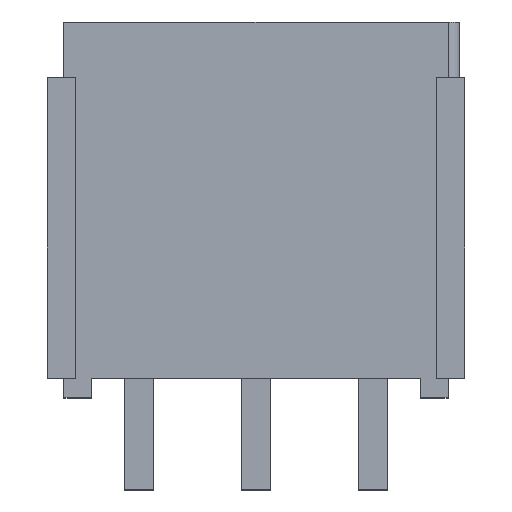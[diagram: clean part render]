
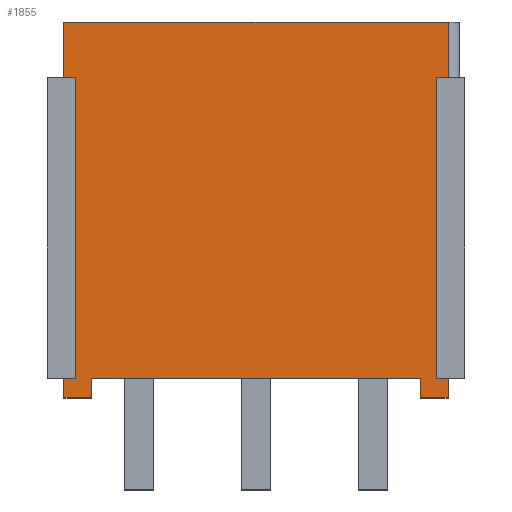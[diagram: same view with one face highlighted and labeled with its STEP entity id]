
A CAD part, top view. The second image highlights one B-rep face of the part: STEP entity #1855.
In plain terms, the highlighted planar face has unit normal (0, 0, 1).
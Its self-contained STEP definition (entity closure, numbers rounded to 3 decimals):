
#5=DIRECTION('',(0.,-1.,0.));
#6=VECTOR('',#5,0.7);
#7=CARTESIAN_POINT('',(-6.9,0.7,4.8));
#8=LINE('',#7,#6);
#29=DIRECTION('',(0.,-1.,0.));
#30=VECTOR('',#29,2.);
#31=CARTESIAN_POINT('',(-6.9,13.5,4.8));
#32=LINE('',#31,#30);
#105=DIRECTION('',(1.,0.,0.));
#106=VECTOR('',#105,0.4);
#107=CARTESIAN_POINT('',(-6.9,0.7,4.8));
#108=LINE('',#107,#106);
#109=DIRECTION('',(0.,1.,0.));
#110=VECTOR('',#109,10.8);
#111=CARTESIAN_POINT('',(-6.5,0.7,4.8));
#112=LINE('',#111,#110);
#113=DIRECTION('',(1.,0.,0.));
#114=VECTOR('',#113,0.4);
#115=CARTESIAN_POINT('',(-6.9,11.5,4.8));
#116=LINE('',#115,#114);
#117=DIRECTION('',(1.,0.,0.));
#118=VECTOR('',#117,13.8);
#119=CARTESIAN_POINT('',(-6.9,13.5,4.8));
#120=LINE('',#119,#118);
#121=DIRECTION('',(1.,0.,0.));
#122=VECTOR('',#121,0.4);
#123=CARTESIAN_POINT('',(6.5,11.5,4.8));
#124=LINE('',#123,#122);
#125=DIRECTION('',(0.,1.,0.));
#126=VECTOR('',#125,10.8);
#127=CARTESIAN_POINT('',(6.5,0.7,4.8));
#128=LINE('',#127,#126);
#129=DIRECTION('',(1.,0.,0.));
#130=VECTOR('',#129,0.4);
#131=CARTESIAN_POINT('',(6.5,0.7,4.8));
#132=LINE('',#131,#130);
#133=DIRECTION('',(0.,1.,0.));
#134=VECTOR('',#133,0.7);
#135=CARTESIAN_POINT('',(5.9,0.,4.8));
#136=LINE('',#135,#134);
#137=DIRECTION('',(-1.,0.,0.));
#138=VECTOR('',#137,11.8);
#139=CARTESIAN_POINT('',(5.9,0.7,4.8));
#140=LINE('',#139,#138);
#141=DIRECTION('',(0.,1.,0.));
#142=VECTOR('',#141,0.7);
#143=CARTESIAN_POINT('',(-5.9,0.,4.8));
#144=LINE('',#143,#142);
#442=DIRECTION('',(1.,0.,0.));
#443=VECTOR('',#442,1.);
#444=CARTESIAN_POINT('',(-6.9,0.,4.8));
#445=LINE('',#444,#443);
#458=DIRECTION('',(1.,0.,0.));
#459=VECTOR('',#458,1.);
#460=CARTESIAN_POINT('',(5.9,0.,4.8));
#461=LINE('',#460,#459);
#502=DIRECTION('',(0.,-1.,0.));
#503=VECTOR('',#502,0.7);
#504=CARTESIAN_POINT('',(6.9,0.7,4.8));
#505=LINE('',#504,#503);
#518=DIRECTION('',(0.,-1.,0.));
#519=VECTOR('',#518,2.);
#520=CARTESIAN_POINT('',(6.9,13.5,4.8));
#521=LINE('',#520,#519);
#1280=CARTESIAN_POINT('',(-6.9,13.5,4.8));
#1282=VERTEX_POINT('',#1280);
#1283=CARTESIAN_POINT('',(6.9,13.5,4.8));
#1284=VERTEX_POINT('',#1283);
#1403=CARTESIAN_POINT('',(-5.9,0.,4.8));
#1404=CARTESIAN_POINT('',(-5.9,0.7,4.8));
#1405=VERTEX_POINT('',#1403);
#1406=VERTEX_POINT('',#1404);
#1407=CARTESIAN_POINT('',(5.9,0.,4.8));
#1408=CARTESIAN_POINT('',(5.9,0.7,4.8));
#1409=VERTEX_POINT('',#1407);
#1410=VERTEX_POINT('',#1408);
#1411=CARTESIAN_POINT('',(-6.9,0.,4.8));
#1412=VERTEX_POINT('',#1411);
#1413=CARTESIAN_POINT('',(6.9,0.,4.8));
#1414=VERTEX_POINT('',#1413);
#1547=CARTESIAN_POINT('',(-6.9,0.7,4.8));
#1549=VERTEX_POINT('',#1547);
#1551=CARTESIAN_POINT('',(-6.9,11.5,4.8));
#1553=VERTEX_POINT('',#1551);
#1555=CARTESIAN_POINT('',(6.9,0.7,4.8));
#1557=VERTEX_POINT('',#1555);
#1559=CARTESIAN_POINT('',(6.9,11.5,4.8));
#1561=VERTEX_POINT('',#1559);
#1563=CARTESIAN_POINT('',(-6.5,0.7,4.8));
#1564=VERTEX_POINT('',#1563);
#1565=CARTESIAN_POINT('',(6.5,0.7,4.8));
#1566=VERTEX_POINT('',#1565);
#1567=CARTESIAN_POINT('',(-6.5,11.5,4.8));
#1568=VERTEX_POINT('',#1567);
#1569=CARTESIAN_POINT('',(6.5,11.5,4.8));
#1570=VERTEX_POINT('',#1569);
#1822=CARTESIAN_POINT('',(-6.9,13.5,4.8));
#1823=DIRECTION('',(0.,0.,1.));
#1824=DIRECTION('',(0.,-1.,0.));
#1825=AXIS2_PLACEMENT_3D('',#1822,#1823,#1824);
#1826=PLANE('',#1825);
#1827=ORIENTED_EDGE('',*,*,#1745,.T.);
#1829=ORIENTED_EDGE('',*,*,#1828,.T.);
#1830=ORIENTED_EDGE('',*,*,#1790,.F.);
#1831=ORIENTED_EDGE('',*,*,#1722,.F.);
#1833=ORIENTED_EDGE('',*,*,#1832,.T.);
#1835=ORIENTED_EDGE('',*,*,#1834,.T.);
#1836=ORIENTED_EDGE('',*,*,#1817,.F.);
#1838=ORIENTED_EDGE('',*,*,#1837,.F.);
#1839=ORIENTED_EDGE('',*,*,#1757,.T.);
#1841=ORIENTED_EDGE('',*,*,#1840,.T.);
#1843=ORIENTED_EDGE('',*,*,#1842,.F.);
#1845=ORIENTED_EDGE('',*,*,#1844,.T.);
#1847=ORIENTED_EDGE('',*,*,#1846,.T.);
#1849=ORIENTED_EDGE('',*,*,#1848,.F.);
#1851=ORIENTED_EDGE('',*,*,#1850,.F.);
#1852=ORIENTED_EDGE('',*,*,#1710,.F.);
#1853=EDGE_LOOP('',(#1827,#1829,#1830,#1831,#1833,#1835,#1836,#1838,#1839,#1841,
#1843,#1845,#1847,#1849,#1851,#1852));
#1854=FACE_OUTER_BOUND('',#1853,.F.);
#1855=ADVANCED_FACE('',(#1854),#1826,.T.);
#1710=EDGE_CURVE('',#1549,#1412,#8,.T.);
#1722=EDGE_CURVE('',#1282,#1553,#32,.T.);
#1745=EDGE_CURVE('',#1549,#1564,#108,.T.);
#1757=EDGE_CURVE('',#1566,#1557,#132,.T.);
#1790=EDGE_CURVE('',#1553,#1568,#116,.T.);
#1817=EDGE_CURVE('',#1570,#1561,#124,.T.);
#1828=EDGE_CURVE('',#1564,#1568,#112,.T.);
#1832=EDGE_CURVE('',#1282,#1284,#120,.T.);
#1834=EDGE_CURVE('',#1284,#1561,#521,.T.);
#1837=EDGE_CURVE('',#1566,#1570,#128,.T.);
#1840=EDGE_CURVE('',#1557,#1414,#505,.T.);
#1842=EDGE_CURVE('',#1409,#1414,#461,.T.);
#1844=EDGE_CURVE('',#1409,#1410,#136,.T.);
#1846=EDGE_CURVE('',#1410,#1406,#140,.T.);
#1848=EDGE_CURVE('',#1405,#1406,#144,.T.);
#1850=EDGE_CURVE('',#1412,#1405,#445,.T.);
